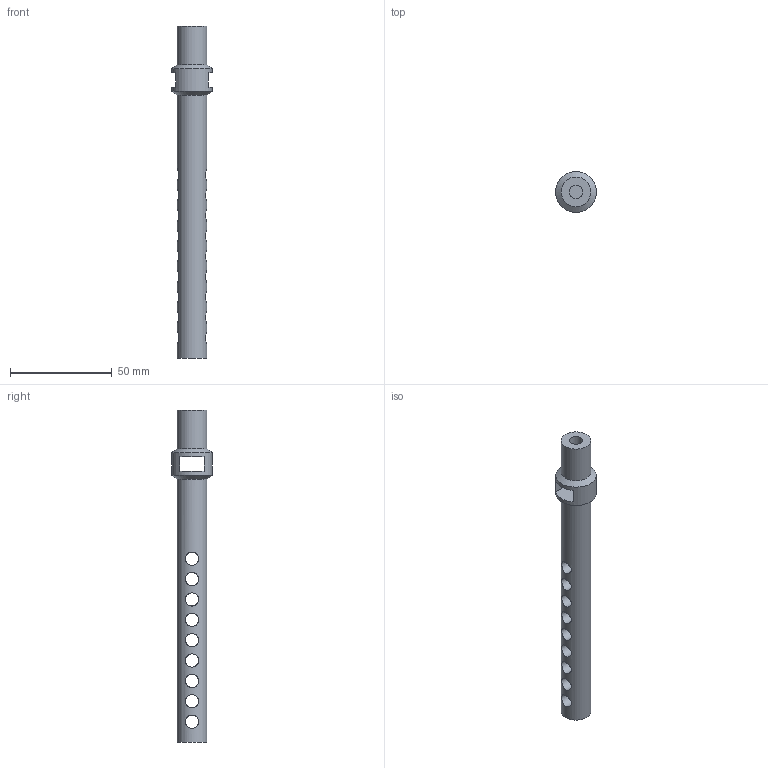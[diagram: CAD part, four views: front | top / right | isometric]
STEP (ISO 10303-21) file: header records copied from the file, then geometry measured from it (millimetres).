
FILE_DESCRIPTION(/* description */ (''),/* implementation_level */ '2;1');
FILE_NAME(/* name */ 'Internal Post.step',/* time_stamp */ '2025-11-06T16:32:29Z',/* author */ (''),/* organization */ (''),/* preprocessor_version */ 'ST-DEVELOPER v20.1',/* originating_system */ 'Autodesk Translation Framework v14.17.0.0',/* authorisation */ '');
FILE_SCHEMA (('AUTOMOTIVE_DESIGN { 1 0 10303 214 3 1 1 }'));
Length unit declared in the file: millimetre
Products named in the file (2): Internal Post; Component1
Assembly tree (1 placements, depth 2):
  Internal Post
    Component1
Bounding box: 20 x 20 x 163 mm (x, y, z)
Volume: 22596.1 mm3; surface area: 11007.8 mm2
Topology: 1 solids, 1 shells, 21 faces, 101 edges, 72 vertices
Faces by surface type: cylinder 13, plane 6, cone 2
Full cylindrical faces by diameter (mm): 6.5 x10, 14.6 x2, 20 x1
Entity records: 1640 total; most frequent: CARTESIAN_POINT 827, ORIENTED_EDGE 202, DIRECTION 109, EDGE_CURVE 101, VERTEX_POINT 72, B_SPLINE_CURVE_WITH_KNOTS 54, AXIS2_PLACEMENT_3D 38, EDGE_LOOP 33
